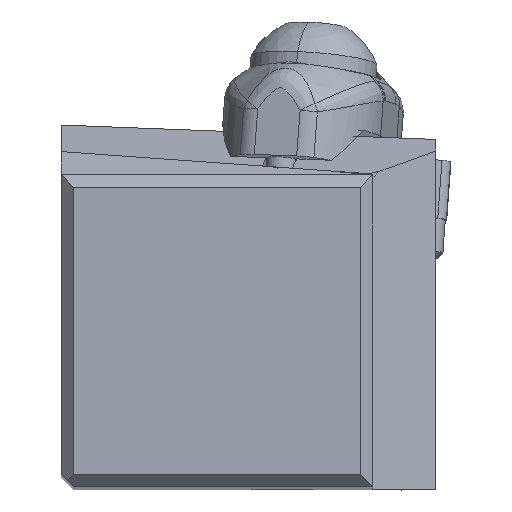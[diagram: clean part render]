
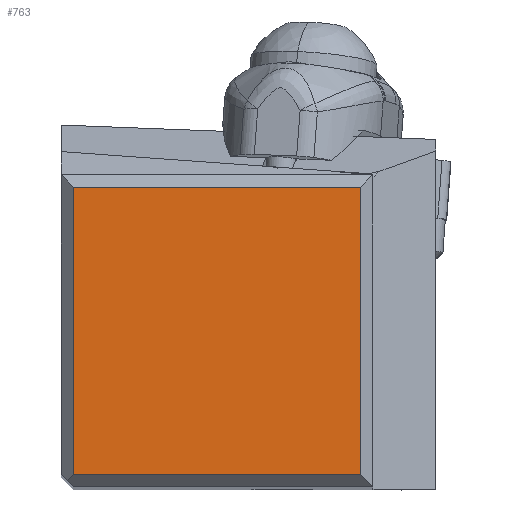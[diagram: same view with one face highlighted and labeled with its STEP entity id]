
A CAD part, top view. The second image highlights one B-rep face of the part: STEP entity #763.
In plain terms, the highlighted planar face has unit normal (0, 0, 1).
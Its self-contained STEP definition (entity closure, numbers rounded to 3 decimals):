
#504=FACE_OUTER_BOUND('',#1141,.T.);
#763=ADVANCED_FACE('',(#504),#998,.T.);
#998=PLANE('',#5104);
#1141=EDGE_LOOP('',(#1767,#1768,#1769,#1770));
#1767=ORIENTED_EDGE('',*,*,#3529,.T.);
#1768=ORIENTED_EDGE('',*,*,#3530,.T.);
#1769=ORIENTED_EDGE('',*,*,#3344,.F.);
#1770=ORIENTED_EDGE('',*,*,#3528,.F.);
#2852=VERTEX_POINT('',#6834);
#2853=VERTEX_POINT('',#6836);
#2974=VERTEX_POINT('',#7234);
#2975=VERTEX_POINT('',#7238);
#3344=EDGE_CURVE('',#2852,#2853,#4392,.T.);
#3528=EDGE_CURVE('',#2974,#2852,#4499,.T.);
#3529=EDGE_CURVE('',#2974,#2975,#4500,.T.);
#3530=EDGE_CURVE('',#2975,#2853,#4501,.T.);
#4392=LINE('',#6835,#4655);
#4499=LINE('',#7235,#4762);
#4500=LINE('',#7237,#4763);
#4501=LINE('',#7239,#4764);
#4655=VECTOR('',#5559,1.);
#4762=VECTOR('',#5920,1.);
#4763=VECTOR('',#5923,1.);
#4764=VECTOR('',#5924,1.);
#5104=AXIS2_PLACEMENT_3D('',#7240,#5925,#5926);
#5559=DIRECTION('',(-1.,0.,0.));
#5920=DIRECTION('',(0.,-1.,0.));
#5923=DIRECTION('',(-1.,0.,0.));
#5924=DIRECTION('',(0.,-1.,0.));
#5925=DIRECTION('',(0.,0.,1.));
#5926=DIRECTION('',(1.,0.,0.));
#6834=CARTESIAN_POINT('',(24.4,1.,0.));
#6835=CARTESIAN_POINT('',(24.4,1.,0.));
#6836=CARTESIAN_POINT('',(1.,1.,0.));
#7234=CARTESIAN_POINT('',(24.4,24.4,0.));
#7235=CARTESIAN_POINT('',(24.4,24.4,0.));
#7237=CARTESIAN_POINT('',(24.4,24.4,0.));
#7238=CARTESIAN_POINT('',(1.,24.4,0.));
#7239=CARTESIAN_POINT('',(1.,24.4,0.));
#7240=CARTESIAN_POINT('',(12.7,12.7,0.));
